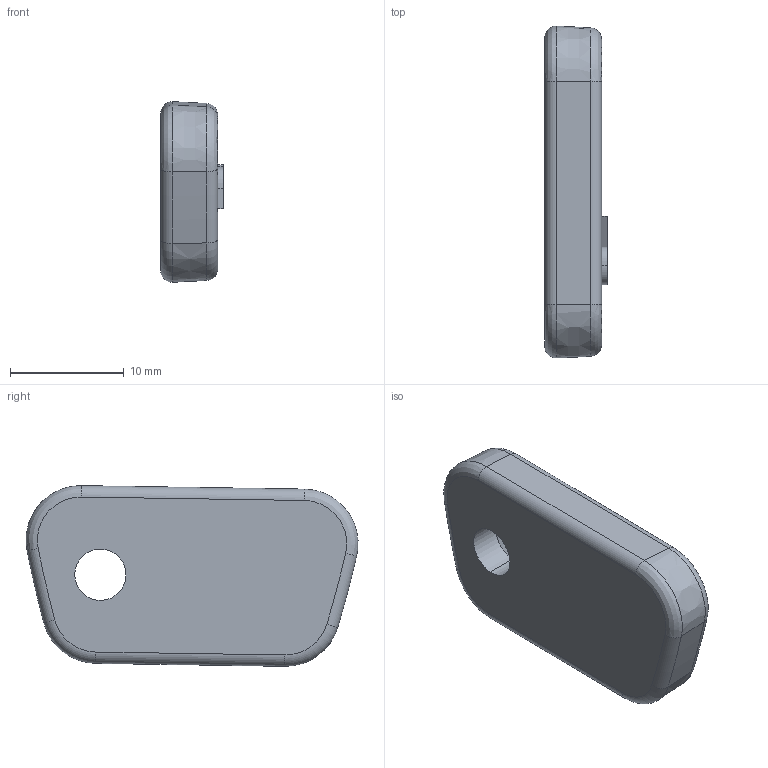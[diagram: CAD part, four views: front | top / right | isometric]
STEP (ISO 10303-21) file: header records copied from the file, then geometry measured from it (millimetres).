
FILE_DESCRIPTION (( 'STEP AP203' ), '1' );
FILE_NAME ('Spirit 1.0 Plus_Evo Clamp Anode(R).STEP', '2026-02-03T06:52:43', ( 'Windows 蚚誧' ), ( '' ), 'SwSTEP 2.0', 'SolidWorks 2021', '' );
FILE_SCHEMA (( 'CONFIG_CONTROL_DESIGN' ));
Length unit declared in the file: millimetre
Products named in the file (1): Spirit 1.0 Plus_Evo Clamp Anode(R)
Bounding box: 5.5 x 29.16 x 15.87 mm (x, y, z)
Volume: 1885.5 mm3; surface area: 1181.5 mm2
Topology: 1 solids, 1 shells, 48 faces, 114 edges, 70 vertices
Faces by surface type: plane 17, bspline 10, torus 8, cylinder 7, cone 6
Entity records: 2459 total; most frequent: CARTESIAN_POINT 1307, ORIENTED_EDGE 228, DIRECTION 214, EDGE_CURVE 114, AXIS2_PLACEMENT_3D 79, VERTEX_POINT 70, VECTOR 56, LINE 56
